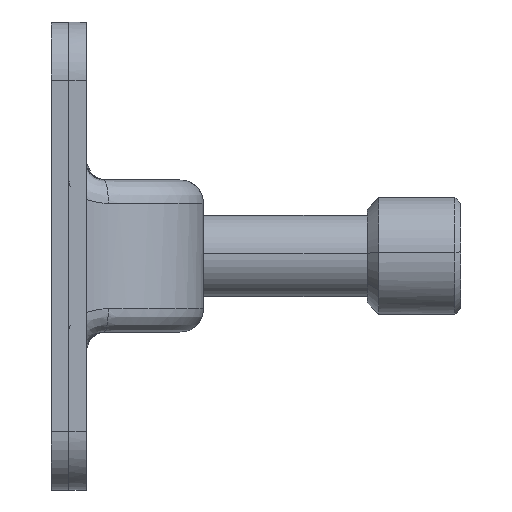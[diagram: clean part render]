
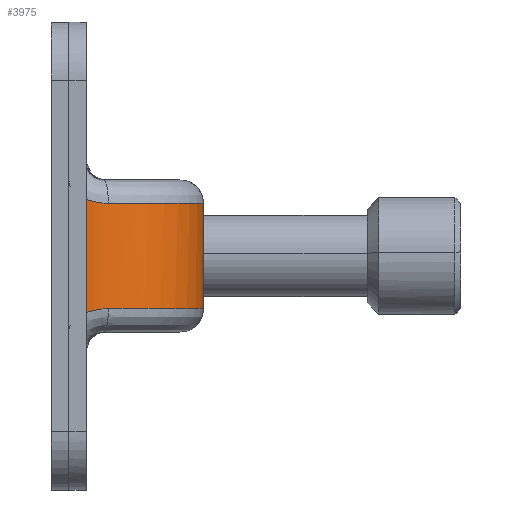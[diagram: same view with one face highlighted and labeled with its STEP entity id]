
A CAD part, left-side view. The second image highlights one B-rep face of the part: STEP entity #3975.
In plain terms, the highlighted free-form (B-spline) face has degree [1, 2] with [2, 3] control points.
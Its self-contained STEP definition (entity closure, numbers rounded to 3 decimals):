
#2829=CARTESIAN_POINT('',(-60.323,-3.375,4.5));
#2830=VERTEX_POINT('',#2829);
#2877=CARTESIAN_POINT('',(-60.5,-1.5,4.838));
#2878=VERTEX_POINT('',#2877);
#2908=CARTESIAN_POINT('',(-60.323,-3.375,4.5));
#2909=CARTESIAN_POINT('',(-60.353,-3.216,4.5));
#2910=CARTESIAN_POINT('',(-60.379,-3.058,4.507));
#2911=CARTESIAN_POINT('',(-60.413,-2.819,4.528));
#2912=CARTESIAN_POINT('',(-60.423,-2.739,4.537));
#2913=CARTESIAN_POINT('',(-60.442,-2.581,4.558));
#2914=CARTESIAN_POINT('',(-60.45,-2.502,4.57));
#2915=CARTESIAN_POINT('',(-60.486,-2.11,4.64));
#2916=CARTESIAN_POINT('',(-60.5,-1.802,4.723));
#2917=CARTESIAN_POINT('',(-60.5,-1.5,4.838));
#2918=B_SPLINE_CURVE_WITH_KNOTS('',3,(#2908,#2909,#2910,#2911,#2912,#2913,#2914,#2915,#2916,#2917),.UNSPECIFIED.,.F.,.U.,(4,2,2,2,4),(0.0,0.25,0.375,0.5,1.0),.UNSPECIFIED.);
#2919=EDGE_CURVE('',#2830,#2878,#2918,.T.);
#2941=CARTESIAN_POINT('',(-50.5,-11.5,4.5));
#2942=VERTEX_POINT('',#2941);
#2972=CARTESIAN_POINT('',(-50.5,-11.5,4.5));
#2973=CARTESIAN_POINT('',(-58.772,-11.5,4.5));
#2974=CARTESIAN_POINT('',(-60.323,-3.375,4.5));
#2982=(BOUNDED_CURVE()B_SPLINE_CURVE(2,(#2972,#2973,#2974),.UNSPECIFIED.,.F.,.U.)CURVE()GEOMETRIC_REPRESENTATION_ITEM()QUASI_UNIFORM_CURVE()RATIONAL_B_SPLINE_CURVE((1.0,0.771,1.0))REPRESENTATION_ITEM(''));
#2983=EDGE_CURVE('',#2942,#2830,#2982,.T.);
#3143=CARTESIAN_POINT('',(-60.5,-1.5,-4.838));
#3144=VERTEX_POINT('',#3143);
#3205=CARTESIAN_POINT('',(-60.323,-3.375,-4.5));
#3206=VERTEX_POINT('',#3205);
#3220=CARTESIAN_POINT('',(-60.5,-1.5,-4.838));
#3221=CARTESIAN_POINT('',(-60.5,-1.651,-4.78));
#3222=CARTESIAN_POINT('',(-60.497,-1.804,-4.731));
#3223=CARTESIAN_POINT('',(-60.486,-2.037,-4.667));
#3224=CARTESIAN_POINT('',(-60.481,-2.116,-4.648));
#3225=CARTESIAN_POINT('',(-60.47,-2.272,-4.612));
#3226=CARTESIAN_POINT('',(-60.464,-2.35,-4.597));
#3227=CARTESIAN_POINT('',(-60.428,-2.742,-4.527));
#3228=CARTESIAN_POINT('',(-60.383,-3.058,-4.5));
#3229=CARTESIAN_POINT('',(-60.323,-3.375,-4.5));
#3230=B_SPLINE_CURVE_WITH_KNOTS('',3,(#3220,#3221,#3222,#3223,#3224,#3225,#3226,#3227,#3228,#3229),.UNSPECIFIED.,.F.,.U.,(4,2,2,2,4),(0.0,0.25,0.375,0.5,1.0),.UNSPECIFIED.);
#3231=EDGE_CURVE('',#3144,#3206,#3230,.T.);
#3255=CARTESIAN_POINT('',(-50.5,-11.5,-4.5));
#3256=VERTEX_POINT('',#3255);
#3270=CARTESIAN_POINT('',(-60.323,-3.375,-4.5));
#3271=CARTESIAN_POINT('',(-58.772,-11.5,-4.5));
#3272=CARTESIAN_POINT('',(-50.5,-11.5,-4.5));
#3280=(BOUNDED_CURVE()B_SPLINE_CURVE(2,(#3270,#3271,#3272),.UNSPECIFIED.,.F.,.U.)CURVE()GEOMETRIC_REPRESENTATION_ITEM()QUASI_UNIFORM_CURVE()RATIONAL_B_SPLINE_CURVE((1.0,0.771,1.0))REPRESENTATION_ITEM(''));
#3281=EDGE_CURVE('',#3206,#3256,#3280,.T.);
#3945=CARTESIAN_POINT('',(-50.238,-11.497,-5.08));
#3946=CARTESIAN_POINT('',(-50.238,-11.497,5.086));
#3947=CARTESIAN_POINT('',(-61.148,-11.782,-5.08));
#3948=CARTESIAN_POINT('',(-61.148,-11.782,5.086));
#3949=CARTESIAN_POINT('',(-60.481,-0.89,-5.08));
#3950=CARTESIAN_POINT('',(-60.481,-0.89,5.086));
#3958=(BOUNDED_SURFACE()B_SPLINE_SURFACE(1,2,((#3945,#3947,#3949),(#3946,#3948,#3950)),.UNSPECIFIED.,.F.,.F.,.U.)B_SPLINE_SURFACE_WITH_KNOTS((2,2),(3,3),(0.0,10.165),(0.0,17.6),.UNSPECIFIED.)GEOMETRIC_REPRESENTATION_ITEM()RATIONAL_B_SPLINE_SURFACE(((1.0,0.676,1.0),(1.0,0.676,1.0)))REPRESENTATION_ITEM('')SURFACE());
#3959=CARTESIAN_POINT('',(-60.5,-1.5,-4.838));
#3960=CARTESIAN_POINT('',(-60.5,-1.5,4.838));
#3961=QUASI_UNIFORM_CURVE('',1,(#3959,#3960),.UNSPECIFIED.,.F.,.U.);
#3962=EDGE_CURVE('',#3144,#2878,#3961,.T.);
#3963=ORIENTED_EDGE('',*,*,#3962,.F.);
#3964=ORIENTED_EDGE('',*,*,#3231,.T.);
#3965=ORIENTED_EDGE('',*,*,#3281,.T.);
#3966=CARTESIAN_POINT('',(-50.5,-11.5,4.5));
#3967=CARTESIAN_POINT('',(-50.5,-11.5,-4.5));
#3968=QUASI_UNIFORM_CURVE('',1,(#3966,#3967),.UNSPECIFIED.,.F.,.U.);
#3969=EDGE_CURVE('',#2942,#3256,#3968,.T.);
#3970=ORIENTED_EDGE('',*,*,#3969,.F.);
#3971=ORIENTED_EDGE('',*,*,#2983,.T.);
#3972=ORIENTED_EDGE('',*,*,#2919,.T.);
#3973=EDGE_LOOP('',(#3963,#3964,#3965,#3970,#3971,#3972));
#3974=FACE_OUTER_BOUND('',#3973,.T.);
#3975=ADVANCED_FACE('',(#3974),#3958,.T.);
